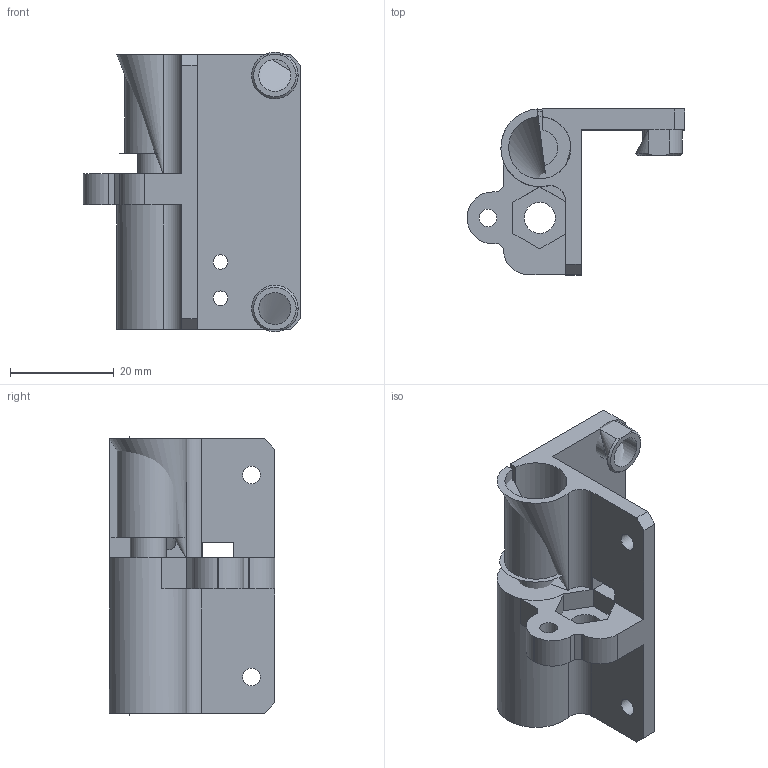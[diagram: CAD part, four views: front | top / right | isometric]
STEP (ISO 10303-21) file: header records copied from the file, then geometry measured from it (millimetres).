
FILE_DESCRIPTION(('FreeCAD Model'),'2;1');
FILE_NAME('Open CASCADE Shape Model','2023-04-23T11:15:44',('Author'),( ''),'Open CASCADE STEP processor 7.5','FreeCAD','Unknown');
FILE_SCHEMA(('AUTOMOTIVE_DESIGN { 1 0 10303 214 1 1 1 1 }'));
Length unit declared in the file: millimetre
Products named in the file (1): idler.R+endstop
Bounding box: 42 x 32 x 54 mm (x, y, z)
Surface area: 11005.7 mm2 (no closed solid volume)
Topology: 0 solids, 1 shells, 76 faces, 221 edges, 146 vertices
Faces by surface type: plane 51, cylinder 21, cone 4
Full cylindrical faces by diameter (mm): 2.8 x3, 3.4 x3, 6 x1, 6.2 x2, 9 x1, 12 x1, 15 x1
Entity records: 6667 total; most frequent: CARTESIAN_POINT 1764, DIRECTION 816, LINE 522, VECTOR 522, ORIENTED_EDGE 438, PCURVE 438, DEFINITIONAL_REPRESENTATION 438, EDGE_CURVE 219
